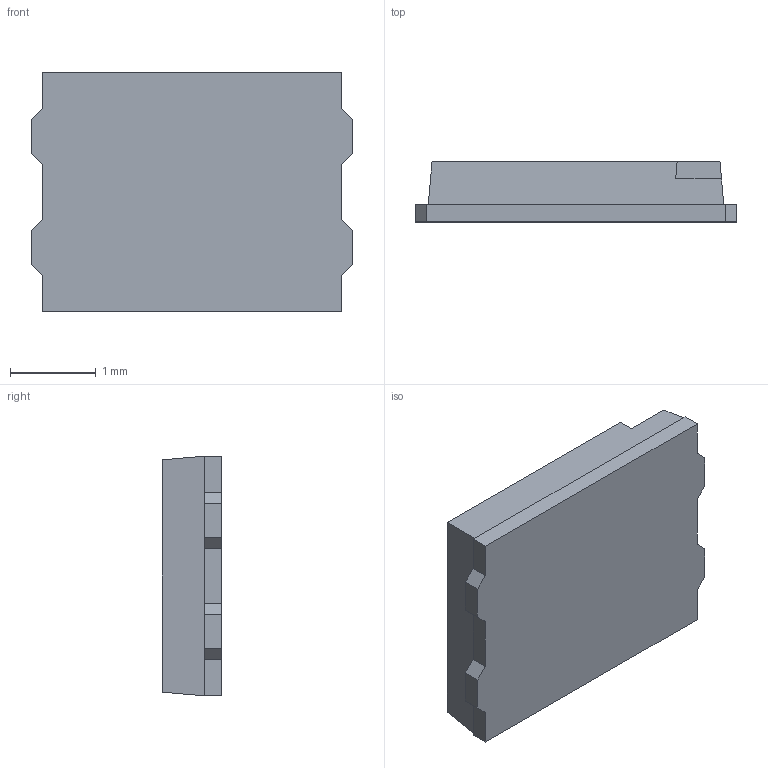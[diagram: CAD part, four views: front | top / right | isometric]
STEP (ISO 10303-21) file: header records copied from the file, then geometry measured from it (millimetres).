
FILE_DESCRIPTION(/* description */ (''),/* implementation_level */ '2;1');
FILE_NAME(/* name */ 'JK2835B LED v1.step',/* time_stamp */ '2022-05-21T12:30:14-04:00',/* author */ (''),/* organization */ (''),/* preprocessor_version */ 'ST-DEVELOPER v18.1',/* originating_system */ 'Autodesk Translation Framework v10.14.0.1471',/* authorisation */ '');
FILE_SCHEMA (('AUTOMOTIVE_DESIGN { 1 0 10303 214 3 1 1 }'));
Length unit declared in the file: millimetre
Products named in the file (1): JK2835B LED
Bounding box: 3.76 x 0.7 x 2.8 mm (x, y, z)
Volume: 6 mm3; surface area: 29.3 mm2
Topology: 1 solids, 1 shells, 39 faces, 104 edges, 68 vertices
Faces by surface type: plane 39
Entity records: 1219 total; most frequent: CARTESIAN_POINT 212, ORIENTED_EDGE 208, DIRECTION 184, LINE 104, VECTOR 104, EDGE_CURVE 104, VERTEX_POINT 68, EDGE_LOOP 40
